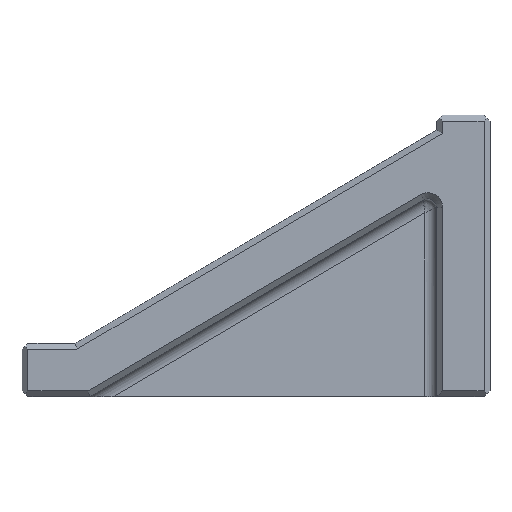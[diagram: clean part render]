
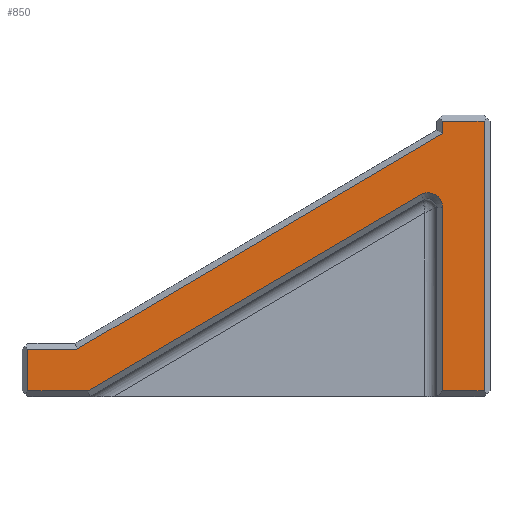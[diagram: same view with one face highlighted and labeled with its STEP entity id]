
A CAD part, top view. The second image highlights one B-rep face of the part: STEP entity #850.
In plain terms, the highlighted planar face has unit normal (0, 0, 1).
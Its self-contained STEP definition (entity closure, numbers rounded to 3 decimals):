
#9 = DIRECTION ( 'NONE',  ( -1., 0., 0. ) ) ;
#21 = VECTOR ( 'NONE', #1205, 1000. ) ;
#23 = CARTESIAN_POINT ( 'NONE',  ( -24.199, -32.577, 18. ) ) ;
#52 = DIRECTION ( 'NONE',  ( -1., 0., 0. ) ) ;
#76 = CARTESIAN_POINT ( 'NONE',  ( -156.658, -84.728, 18. ) ) ;
#89 = EDGE_LOOP ( 'NONE', ( #1350, #1165, #1711, #487, #1114, #802, #1124, #1517, #1682, #1135, #1077 ) ) ;
#158 = VERTEX_POINT ( 'NONE', #1192 ) ;
#226 = CARTESIAN_POINT ( 'NONE',  ( -16.658, -11.87, 18. ) ) ;
#272 = LINE ( 'NONE', #1491, #371 ) ;
#310 = CARTESIAN_POINT ( 'NONE',  ( -0.658, -98.728, 18. ) ) ;
#340 = VERTEX_POINT ( 'NONE', #815 ) ;
#370 = CARTESIAN_POINT ( 'NONE',  ( -16.658, -36.883, 18. ) ) ;
#371 = VECTOR ( 'NONE', #881, 1000. ) ;
#412 = CARTESIAN_POINT ( 'NONE',  ( -156.658, -100.728, 18. ) ) ;
#432 = AXIS2_PLACEMENT_3D ( 'NONE', #1221, #1818, #1836 ) ;
#462 = CARTESIAN_POINT ( 'NONE',  ( -139.641, -84.451, 18. ) ) ;
#487 = ORIENTED_EDGE ( 'NONE', *, *, #1102, .T. ) ;
#488 = DIRECTION ( 'NONE',  ( 0.861, 0.508, 0. ) ) ;
#499 = LINE ( 'NONE', #927, #1877 ) ;
#559 = LINE ( 'NONE', #412, #1556 ) ;
#587 = EDGE_CURVE ( 'NONE', #1098, #1251, #1904, .T. ) ;
#621 = LINE ( 'NONE', #310, #1287 ) ;
#705 = VERTEX_POINT ( 'NONE', #820 ) ;
#751 = LINE ( 'NONE', #462, #21 ) ;
#780 = DIRECTION ( 'NONE',  ( 0., -1., 0. ) ) ;
#802 = ORIENTED_EDGE ( 'NONE', *, *, #1446, .T. ) ;
#803 = EDGE_CURVE ( 'NONE', #1938, #1558, #559, .T. ) ;
#815 = CARTESIAN_POINT ( 'NONE',  ( -136.289, -98.728, 18. ) ) ;
#817 = VERTEX_POINT ( 'NONE', #1343 ) ;
#820 = CARTESIAN_POINT ( 'NONE',  ( -2.658, -98.728, 18. ) ) ;
#838 = AXIS2_PLACEMENT_3D ( 'NONE', #1185, #1787, #1159 ) ;
#840 = VECTOR ( 'NONE', #9, 1000. ) ;
#850 = ADVANCED_FACE ( 'NONE', ( #1638 ), #1607, .T. ) ;
#881 = DIRECTION ( 'NONE',  ( 1., 0., 0. ) ) ;
#910 = EDGE_CURVE ( 'NONE', #1297, #158, #751, .T. ) ;
#919 = LINE ( 'NONE', #23, #1125 ) ;
#927 = CARTESIAN_POINT ( 'NONE',  ( -16.658, -10.728, 18. ) ) ;
#949 = LINE ( 'NONE', #1545, #1658 ) ;
#1001 = EDGE_CURVE ( 'NONE', #1558, #340, #272, .T. ) ;
#1077 = ORIENTED_EDGE ( 'NONE', *, *, #910, .T. ) ;
#1081 = CARTESIAN_POINT ( 'NONE',  ( -2.658, -5.728, 18. ) ) ;
#1098 = VERTEX_POINT ( 'NONE', #1206 ) ;
#1099 = DIRECTION ( 'NONE',  ( 1., 0., 0. ) ) ;
#1102 = EDGE_CURVE ( 'NONE', #340, #1098, #919, .T. ) ;
#1114 = ORIENTED_EDGE ( 'NONE', *, *, #587, .T. ) ;
#1124 = ORIENTED_EDGE ( 'NONE', *, *, #1139, .T. ) ;
#1125 = VECTOR ( 'NONE', #488, 1000. ) ;
#1127 = EDGE_CURVE ( 'NONE', #817, #1297, #499, .T. ) ;
#1135 = ORIENTED_EDGE ( 'NONE', *, *, #1127, .T. ) ;
#1139 = EDGE_CURVE ( 'NONE', #1496, #705, #621, .T. ) ;
#1159 = DIRECTION ( 'NONE',  ( 1., 0., 0. ) ) ;
#1165 = ORIENTED_EDGE ( 'NONE', *, *, #803, .T. ) ;
#1177 = CARTESIAN_POINT ( 'NONE',  ( -16.658, -98.728, 18. ) ) ;
#1185 = CARTESIAN_POINT ( 'NONE',  ( 0., 0., 18. ) ) ;
#1192 = CARTESIAN_POINT ( 'NONE',  ( -140.112, -84.728, 18. ) ) ;
#1203 = EDGE_CURVE ( 'NONE', #1922, #817, #949, .T. ) ;
#1205 = DIRECTION ( 'NONE',  ( -0.861, -0.508, 0. ) ) ;
#1206 = CARTESIAN_POINT ( 'NONE',  ( -24.199, -32.577, 18. ) ) ;
#1208 = CARTESIAN_POINT ( 'NONE',  ( -16.658, -100.728, 18. ) ) ;
#1221 = CARTESIAN_POINT ( 'NONE',  ( -21.658, -36.883, 18. ) ) ;
#1222 = LINE ( 'NONE', #1081, #1439 ) ;
#1250 = DIRECTION ( 'NONE',  ( 0., 1., 0. ) ) ;
#1251 = VERTEX_POINT ( 'NONE', #370 ) ;
#1254 = VECTOR ( 'NONE', #1494, 1000. ) ;
#1283 = CARTESIAN_POINT ( 'NONE',  ( -2.658, -7.728, 18. ) ) ;
#1287 = VECTOR ( 'NONE', #1099, 1000. ) ;
#1297 = VERTEX_POINT ( 'NONE', #226 ) ;
#1335 = LINE ( 'NONE', #1208, #1254 ) ;
#1343 = CARTESIAN_POINT ( 'NONE',  ( -16.658, -7.728, 18. ) ) ;
#1348 = CARTESIAN_POINT ( 'NONE',  ( -158.658, -84.728, 18. ) ) ;
#1350 = ORIENTED_EDGE ( 'NONE', *, *, #1440, .T. ) ;
#1357 = LINE ( 'NONE', #1348, #840 ) ;
#1439 = VECTOR ( 'NONE', #1250, 1000. ) ;
#1440 = EDGE_CURVE ( 'NONE', #158, #1938, #1357, .T. ) ;
#1446 = EDGE_CURVE ( 'NONE', #1251, #1496, #1335, .T. ) ;
#1491 = CARTESIAN_POINT ( 'NONE',  ( -135.743, -98.728, 18. ) ) ;
#1494 = DIRECTION ( 'NONE',  ( 0., -1., 0. ) ) ;
#1496 = VERTEX_POINT ( 'NONE', #1177 ) ;
#1515 = CARTESIAN_POINT ( 'NONE',  ( -156.658, -98.728, 18. ) ) ;
#1517 = ORIENTED_EDGE ( 'NONE', *, *, #1540, .T. ) ;
#1540 = EDGE_CURVE ( 'NONE', #705, #1922, #1222, .T. ) ;
#1545 = CARTESIAN_POINT ( 'NONE',  ( -18.658, -7.728, 18. ) ) ;
#1556 = VECTOR ( 'NONE', #1932, 1000. ) ;
#1558 = VERTEX_POINT ( 'NONE', #1515 ) ;
#1607 = PLANE ( 'NONE',  #838 ) ;
#1638 = FACE_OUTER_BOUND ( 'NONE', #89, .T. ) ;
#1658 = VECTOR ( 'NONE', #52, 1000. ) ;
#1682 = ORIENTED_EDGE ( 'NONE', *, *, #1203, .T. ) ;
#1711 = ORIENTED_EDGE ( 'NONE', *, *, #1001, .T. ) ;
#1787 = DIRECTION ( 'NONE',  ( 0., 0., 1. ) ) ;
#1818 = DIRECTION ( 'NONE',  ( 0., 0., -1. ) ) ;
#1836 = DIRECTION ( 'NONE',  ( 1., 0., 0. ) ) ;
#1877 = VECTOR ( 'NONE', #780, 1000. ) ;
#1904 = CIRCLE ( 'NONE', #432, 5. ) ;
#1922 = VERTEX_POINT ( 'NONE', #1283 ) ;
#1932 = DIRECTION ( 'NONE',  ( 0., -1., 0. ) ) ;
#1938 = VERTEX_POINT ( 'NONE', #76 ) ;
